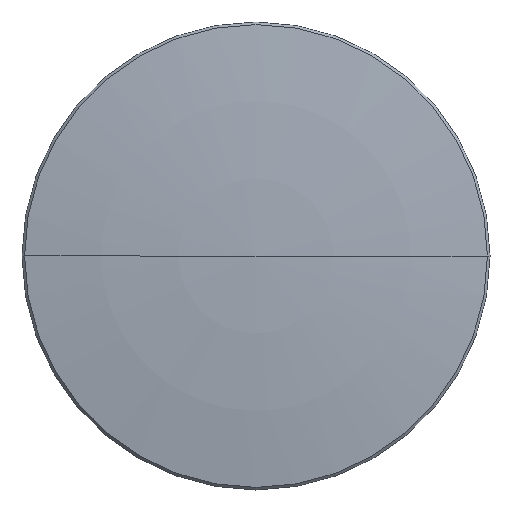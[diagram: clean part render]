
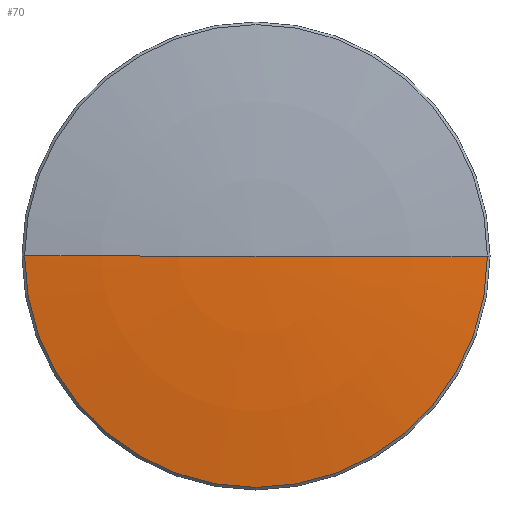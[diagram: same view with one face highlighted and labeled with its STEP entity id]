
A CAD part, left-side view. The second image highlights one B-rep face of the part: STEP entity #70.
In plain terms, the highlighted toroidal (fillet/blend) face has major radius 0.168 mm and minor radius 91.4 mm.
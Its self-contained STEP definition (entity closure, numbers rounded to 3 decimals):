
#6 = EDGE_CURVE ( 'NONE', #78, #77, #115, .T. ) ;
#58 = ORIENTED_EDGE ( 'NONE', *, *, #75, .T. ) ;
#59 = ORIENTED_EDGE ( 'NONE', *, *, #6, .T. ) ;
#60 = ORIENTED_EDGE ( 'NONE', *, *, #73, .F. ) ;
#61 = EDGE_LOOP ( 'NONE', ( #60, #59, #58 ) ) ;
#70 = ADVANCED_FACE ( 'NONE', ( #315 ), #373, .T. ) ;
#72 = VERTEX_POINT ( 'NONE', #425 ) ;
#73 = EDGE_CURVE ( 'NONE', #78, #72, #381, .T. ) ;
#75 = EDGE_CURVE ( 'NONE', #77, #72, #432, .T. ) ;
#77 = VERTEX_POINT ( 'NONE', #439 ) ;
#78 = VERTEX_POINT ( 'NONE', #438 ) ;
#115 = CIRCLE ( 'NONE', #188, 12.559 ) ;
#166 = DIRECTION ( 'NONE',  ( 0., -1., 0. ) ) ;
#167 = DIRECTION ( 'NONE',  ( -1., 0., 0. ) ) ;
#187 = CARTESIAN_POINT ( 'NONE',  ( -1.01, 0., 0. ) ) ;
#188 = AXIS2_PLACEMENT_3D ( 'NONE', #187, #167, #166 ) ;
#315 = FACE_OUTER_BOUND ( 'NONE', #61, .T. ) ;
#372 = AXIS2_PLACEMENT_3D ( 'NONE', #382, #410, #414 ) ;
#373 = TOROIDAL_SURFACE ( 'NONE', #372, -0.167, 91.4 ) ;
#381 = CIRCLE ( 'NONE', #412, 91.4 ) ;
#382 = CARTESIAN_POINT ( 'NONE',  ( 89.5, 0., 0. ) ) ;
#389 = DIRECTION ( 'NONE',  ( 0., -1., 0. ) ) ;
#390 = DIRECTION ( 'NONE',  ( 0., 0., 1. ) ) ;
#410 = DIRECTION ( 'NONE',  ( -1., 0., 0. ) ) ;
#411 = CARTESIAN_POINT ( 'NONE',  ( 89.5, -0.167, 0. ) ) ;
#412 = AXIS2_PLACEMENT_3D ( 'NONE', #411, #390, #389 ) ;
#414 = DIRECTION ( 'NONE',  ( 0., -1., 0. ) ) ;
#421 = DIRECTION ( 'NONE',  ( 0., 0., -1. ) ) ;
#424 = CARTESIAN_POINT ( 'NONE',  ( 89.5, 0.167, 0. ) ) ;
#425 = CARTESIAN_POINT ( 'NONE',  ( -1.9, 0., 0. ) ) ;
#431 = AXIS2_PLACEMENT_3D ( 'NONE', #424, #421, #440 ) ;
#432 = CIRCLE ( 'NONE', #431, 91.4 ) ;
#438 = CARTESIAN_POINT ( 'NONE',  ( -1.01, 12.559, 0. ) ) ;
#439 = CARTESIAN_POINT ( 'NONE',  ( -1.01, -12.559, 0. ) ) ;
#440 = DIRECTION ( 'NONE',  ( -1., 0., 0. ) ) ;
